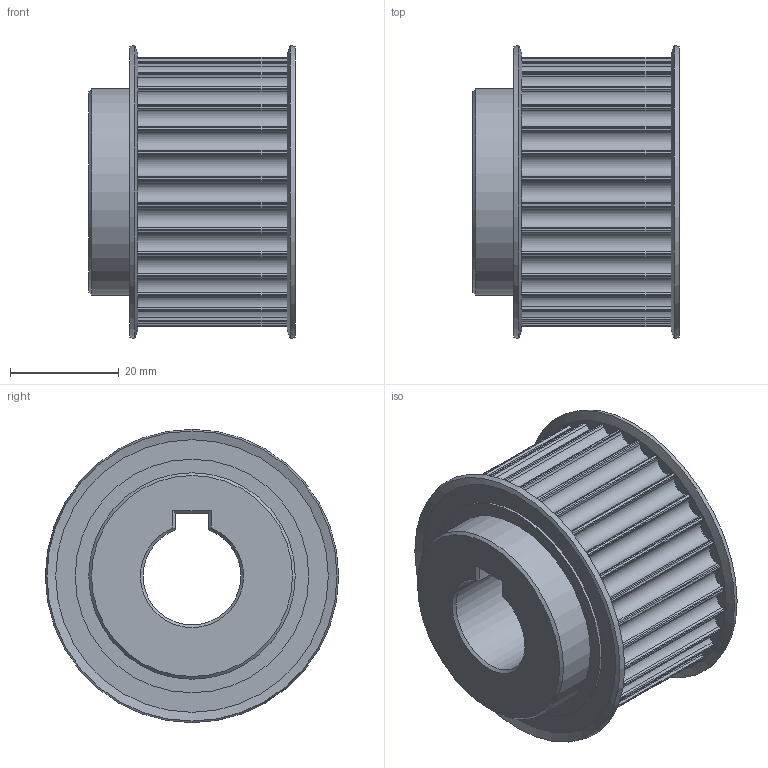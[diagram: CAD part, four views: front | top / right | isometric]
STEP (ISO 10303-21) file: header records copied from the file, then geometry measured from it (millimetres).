
FILE_DESCRIPTION((''),'2;1');
FILE_NAME('906005.ipt.stp','2010-09-05T12:30:25',(''),(''),'Autodesk Inventor 2010','Autodesk Inventor 2010','');
FILE_SCHEMA(('AUTOMOTIVE_DESIGN { 1 0 10303 214 1 1 1 1 }'));
Length unit declared in the file: millimetre
Products named in the file (1): 906005
Bounding box: 38 x 54 x 54 mm (x, y, z)
Volume: 52291.5 mm3; surface area: 16415.9 mm2
Topology: 3 solids, 3 shells, 225 faces, 635 edges, 419 vertices
Faces by surface type: cylinder 134, plane 82, cone 9
Full cylindrical faces by diameter (mm): 38 x1, 43 x4
Entity records: 7604 total; most frequent: DIRECTION 1350, CARTESIAN_POINT 1280, ORIENTED_EDGE 1246, EDGE_CURVE 623, AXIS2_PLACEMENT_3D 505, VERTEX_POINT 419, VECTOR 340, LINE 340
